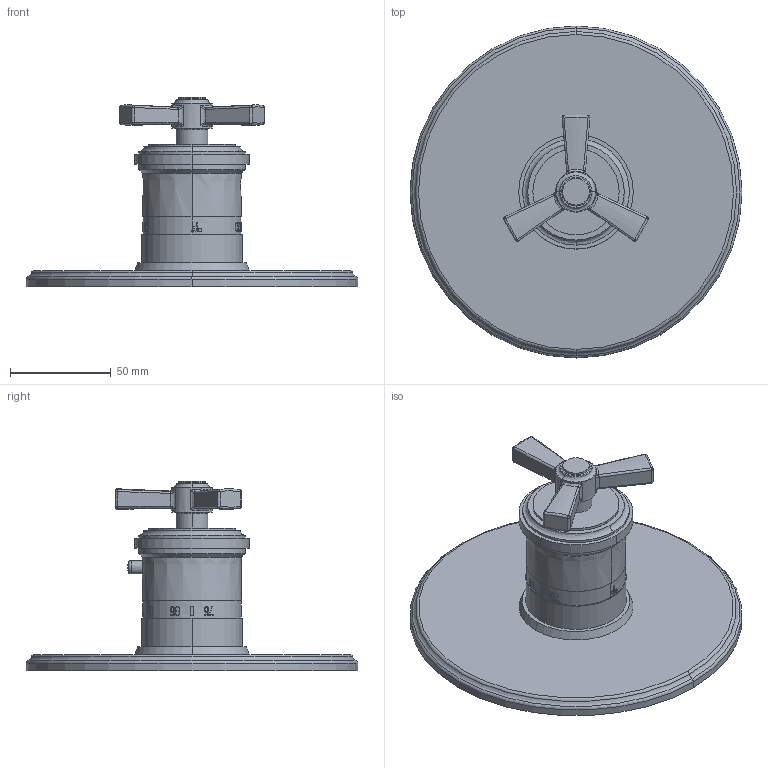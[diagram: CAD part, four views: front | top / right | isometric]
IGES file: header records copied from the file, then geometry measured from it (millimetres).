
Start section:  PTC IGES file: 3-1604tr.igs
Global section: file name: 3-1604tr.igs; native system: Creo Parametric by PTC Inc.; preprocessor: 2018400; author: jinson.thomas; organization: Unknown; date: 20201203.103411; units: inch
Bounding box: 165.1 x 165.1 x 94.11 mm (x, y, z)
Volume: 308522.6 mm3; surface area: 61672.2 mm2
Topology: 1 solids, 1 shells, 496 faces, 1296 edges, 829 vertices
Faces by surface type: bspline 405, revolution 91
